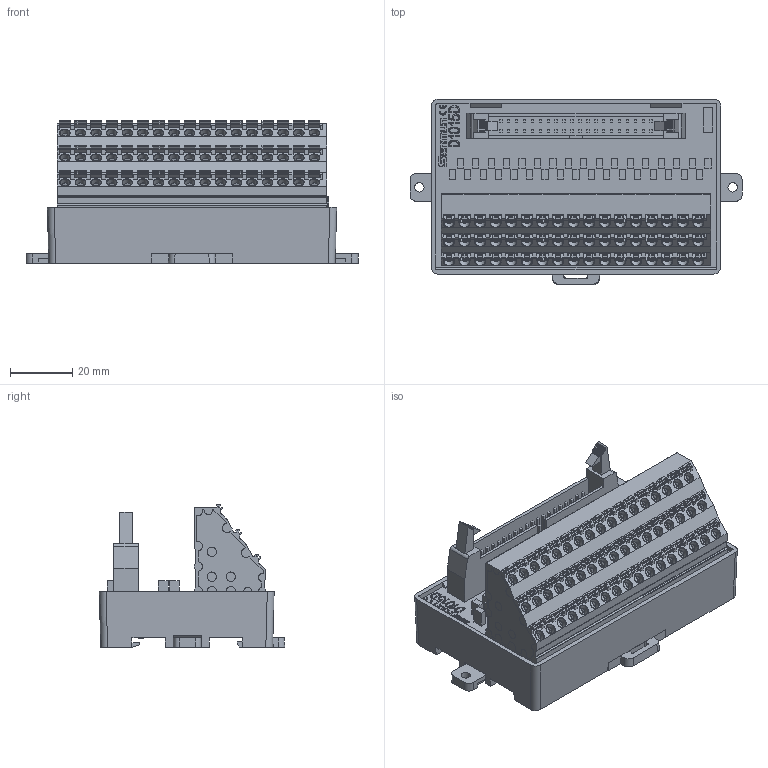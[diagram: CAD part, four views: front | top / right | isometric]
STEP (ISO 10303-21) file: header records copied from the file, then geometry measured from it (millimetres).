
FILE_DESCRIPTION(/* description */ (''),/* implementation_level */ '2;1');
FILE_NAME(/* name */ 'D1015D_dwg.stp',/* time_stamp */ '2024-08-09T18:59:29+08:00',/* author */ (''),/* organization */ (''),/* preprocessor_version */ 'ST-DEVELOPER v14',/* originating_system */ 'SIEMENS PLM Software NX 8.0',/* authorisation */ '');
FILE_SCHEMA (('AUTOMOTIVE_DESIGN { 1 0 10303 214 3 1 1 1 }'));
Products named in the file (1): Admi3A7495C6xln2
Bounding box: 106.5 x 59.51 x 45.68 mm (x, y, z)
Volume: 123969.5 mm3; surface area: 33278.7 mm2
Topology: 3 solids, 3 shells, 2828 faces, 8003 edges, 5345 vertices
Faces by surface type: plane 2217, cylinder 450, revolution 102, extrusion 57, bspline 2
Full cylindrical faces by diameter (mm): 2.999 x6, 3 x2, 3.199 x51
Entity records: 95533 total; most frequent: CARTESIAN_POINT 21377, ORIENTED_EDGE 15774, DIRECTION 13666, EDGE_CURVE 7887, VECTOR 5824, LINE 5767, VERTEX_POINT 5290, AXIS2_PLACEMENT_3D 3870
